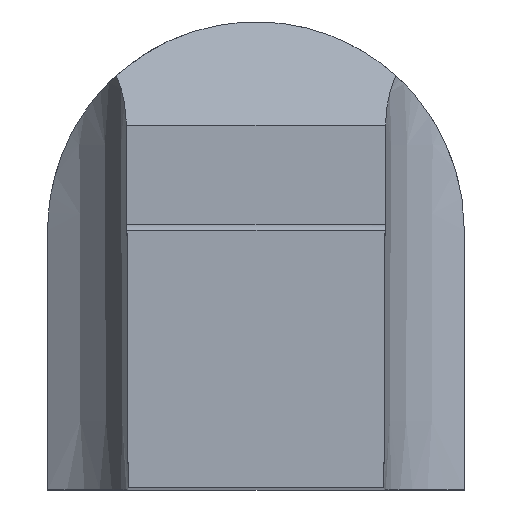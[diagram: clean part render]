
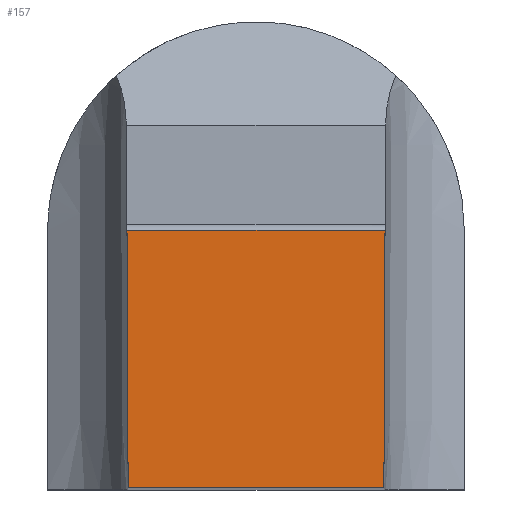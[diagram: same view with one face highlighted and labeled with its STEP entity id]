
A CAD part, top view. The second image highlights one B-rep face of the part: STEP entity #157.
In plain terms, the highlighted planar face has unit normal (0, 0, 1).
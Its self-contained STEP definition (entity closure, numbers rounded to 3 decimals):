
#142=PLANE('',#768);
#157=ADVANCED_FACE('',(#224),#142,.T.);
#224=FACE_OUTER_BOUND('',#242,.T.);
#242=EDGE_LOOP('',(#456,#457,#458,#459));
#373=LINE('',#1124,#397);
#385=LINE('',#1165,#409);
#387=LINE('',#1169,#411);
#389=LINE('',#1173,#413);
#397=VECTOR('',#875,1.);
#409=VECTOR('',#895,1.);
#411=VECTOR('',#901,1.);
#413=VECTOR('',#907,1.);
#456=ORIENTED_EDGE('',*,*,#663,.F.);
#457=ORIENTED_EDGE('',*,*,#669,.F.);
#458=ORIENTED_EDGE('',*,*,#648,.F.);
#459=ORIENTED_EDGE('',*,*,#666,.F.);
#582=VERTEX_POINT('',#1123);
#583=VERTEX_POINT('',#1125);
#590=VERTEX_POINT('',#1159);
#593=VERTEX_POINT('',#1164);
#648=EDGE_CURVE('',#582,#583,#373,.T.);
#663=EDGE_CURVE('',#593,#590,#385,.T.);
#666=EDGE_CURVE('',#590,#582,#387,.T.);
#669=EDGE_CURVE('',#583,#593,#389,.T.);
#768=AXIS2_PLACEMENT_3D('',#1175,#910,#911);
#875=DIRECTION('',(-1.,0.,0.));
#895=DIRECTION('',(1.,0.,0.));
#901=DIRECTION('',(-0.004,-1.,0.));
#907=DIRECTION('',(-0.004,1.,0.));
#910=DIRECTION('',(0.,0.,1.));
#911=DIRECTION('',(1.,0.,0.));
#1123=CARTESIAN_POINT('',(-0.109,0.,0.));
#1124=CARTESIAN_POINT('',(-0.109,0.,0.));
#1125=CARTESIAN_POINT('',(-24.841,0.,0.));
#1159=CARTESIAN_POINT('',(0.,24.875,0.));
#1164=CARTESIAN_POINT('',(-24.95,24.875,0.));
#1165=CARTESIAN_POINT('',(-24.95,24.875,0.));
#1169=CARTESIAN_POINT('',(0.,24.875,0.));
#1173=CARTESIAN_POINT('',(-24.841,0.,0.));
#1175=CARTESIAN_POINT('',(-24.95,24.875,0.));
